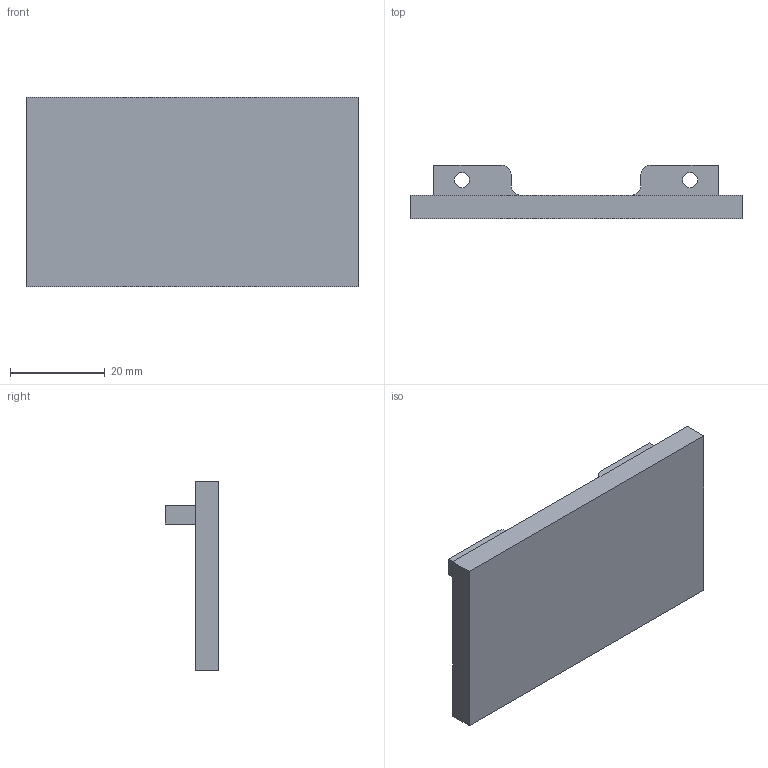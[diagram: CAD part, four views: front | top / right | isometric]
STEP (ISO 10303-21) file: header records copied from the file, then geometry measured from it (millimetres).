
FILE_DESCRIPTION(/* description */ ('PCB Holder'),/* implementation_level */ '2;1');
FILE_NAME(/* name */ 'Base.stp',/* time_stamp */ '2019-12-22T01:03:31-05:00',/* author */ ('Electro707'),/* organization */ (''),/* preprocessor_version */ 'ST-DEVELOPER v17',/* originating_system */ 'Autodesk Inventor 2018',/* authorisation */ '');
FILE_SCHEMA (('CONFIG_CONTROL_DESIGN'));
Length unit declared in the file: millimetre
Products named in the file (1): Holder
Bounding box: 70.26 x 11.35 x 40 mm (x, y, z)
Volume: 13021.7 mm3; surface area: 7761.2 mm2
Topology: 1 solids, 1 shells, 45 faces, 116 edges, 76 vertices
Faces by surface type: plane 29, cylinder 16
Full cylindrical faces by diameter (mm): 3.2 x4
Entity records: 1421 total; most frequent: CARTESIAN_POINT 238, DIRECTION 236, ORIENTED_EDGE 232, EDGE_CURVE 116, LINE 88, VECTOR 88, VERTEX_POINT 76, AXIS2_PLACEMENT_3D 74
